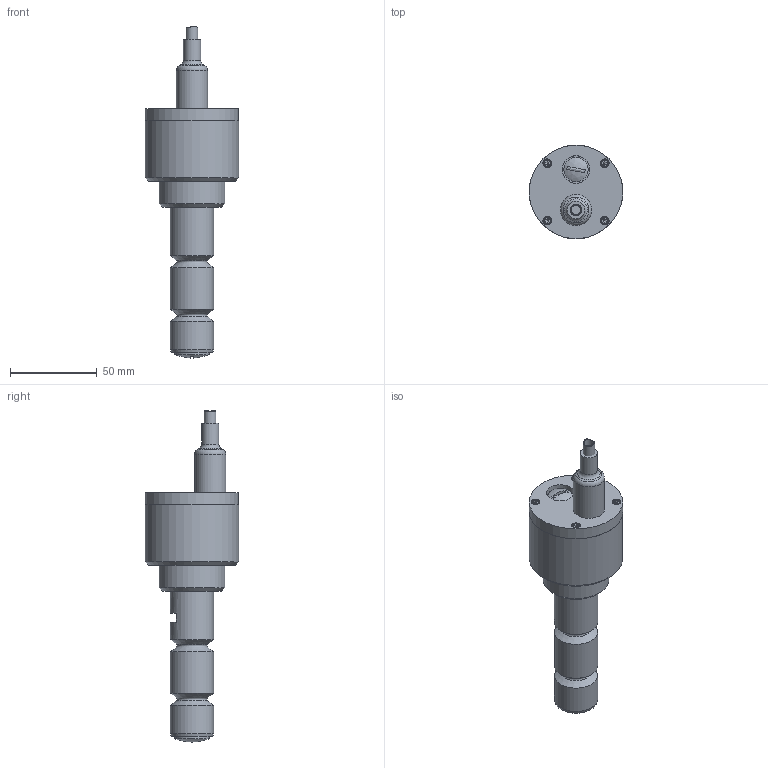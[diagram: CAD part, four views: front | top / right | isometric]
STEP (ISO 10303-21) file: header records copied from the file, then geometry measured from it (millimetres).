
FILE_DESCRIPTION (( 'STEP AP203' ), '1' );
FILE_NAME ('422-411-000-011.STEP', '2016-06-29T08:23:10', ( 'magtroladmin' ), ( 'Hewlett-Packard Company' ), 'SwSTEP 2.0', 'SolidWorks 2016', '' );
FILE_SCHEMA (( 'CONFIG_CONTROL_DESIGN' ));
Length unit declared in the file: millimetre
Products named in the file (1): 422-411-000-011
Bounding box: 54 x 54 x 191.89 mm (x, y, z)
Surface area: 25832.3 mm2 (no closed solid volume)
Topology: 0 solids, 12 shells, 97 faces, 244 edges, 152 vertices
Faces by surface type: plane 55, cylinder 18, cone 13, torus 8, sphere 2, bspline 1
Full cylindrical faces by diameter (mm): 2.1 x1, 5 x4, 5.5 x1, 6.7 x1, 10 x1, 16 x1, 18 x1, 20 x1, 25 x3, 38 x1, 54 x2
Entity records: 2863 total; most frequent: CARTESIAN_POINT 599, DIRECTION 486, ORIENTED_EDGE 339, EDGE_CURVE 201, AXIS2_PLACEMENT_3D 192, EDGE_LOOP 155, VERTEX_POINT 147, FACE_OUTER_BOUND 124
